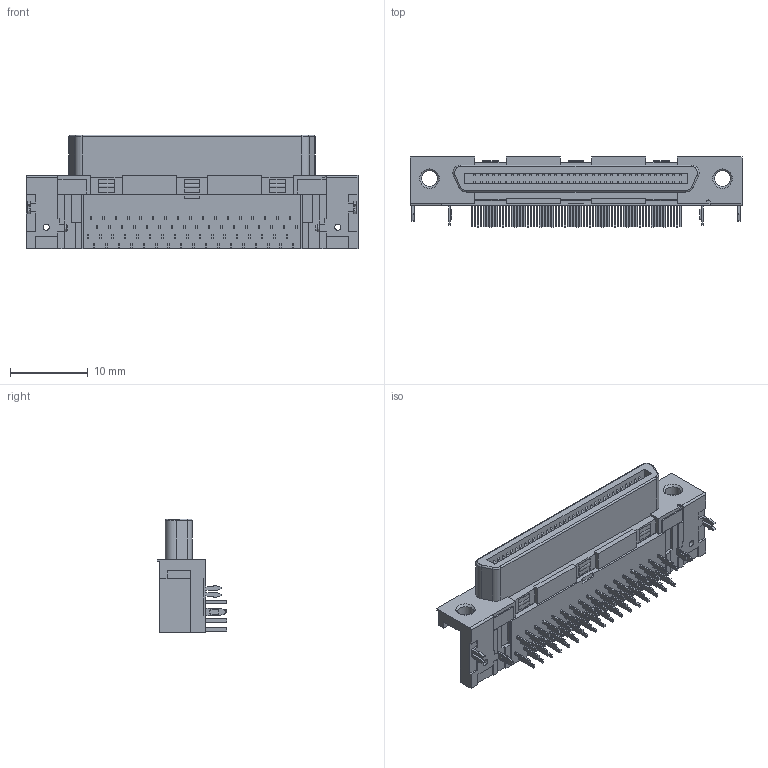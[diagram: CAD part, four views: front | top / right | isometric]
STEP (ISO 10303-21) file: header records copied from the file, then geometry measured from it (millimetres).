
FILE_DESCRIPTION(/* description */ (''),/* implementation_level */ '2;1');
FILE_NAME(/* name */ 'VHDCI_Female_PCB_Mount_Connector.step',/* time_stamp */ '2025-03-28T15:24:42-04:00',/* author */ (''),/* organization */ (''),/* preprocessor_version */ 'ST-DEVELOPER v20.1',/* originating_system */ 'Autodesk Translation Framework v14.4.0.0',/* authorisation */ '');
FILE_SCHEMA (('AUTOMOTIVE_DESIGN { 1 0 10303 214 3 1 1 }'));
Length unit declared in the file: millimetre
Products named in the file (1): SOLID
Bounding box: 42.7 x 8.99 x 14.65 mm (x, y, z)
Volume: 1338.7 mm3; surface area: 2939.8 mm2
Topology: 1 solids, 1 shells, 1502 faces, 4052 edges, 2693 vertices
Faces by surface type: plane 1235, cylinder 261, torus 4, cone 2
Full cylindrical faces by diameter (mm): 0.8 x2, 2 x2
Entity records: 46917 total; most frequent: CARTESIAN_POINT 8248, ORIENTED_EDGE 8104, DIRECTION 7586, EDGE_CURVE 4052, LINE 3524, VECTOR 3524, VERTEX_POINT 2693, AXIS2_PLACEMENT_3D 2031
